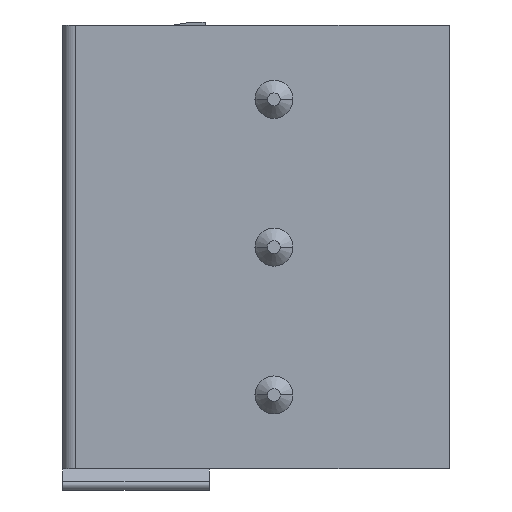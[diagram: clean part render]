
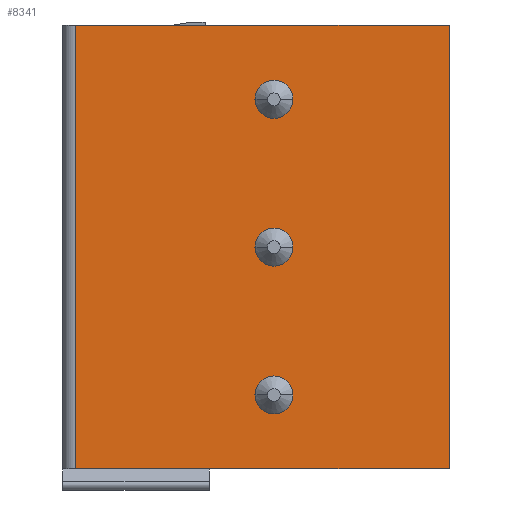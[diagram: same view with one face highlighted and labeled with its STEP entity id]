
A CAD part, left-side view. The second image highlights one B-rep face of the part: STEP entity #8341.
In plain terms, the highlighted planar face has unit normal (-1, 0, 0).
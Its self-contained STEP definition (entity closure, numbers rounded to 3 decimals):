
#50=DIRECTION('',(0.,1.,0.));
#51=VECTOR('',#50,8.85);
#52=CARTESIAN_POINT('',(-3.5,-4.575,-8.75));
#53=LINE('',#52,#51);
#942=DIRECTION('',(0.,1.,0.));
#943=VECTOR('',#942,8.85);
#944=CARTESIAN_POINT('',(-3.5,-4.575,1.75));
#945=LINE('',#944,#943);
#2067=DIRECTION('',(0.,0.,-1.));
#2068=VECTOR('',#2067,10.5);
#2069=CARTESIAN_POINT('',(-3.5,-4.575,1.75));
#2070=LINE('',#2069,#2068);
#2735=DIRECTION('',(0.,0.,-1.));
#2736=VECTOR('',#2735,10.5);
#2737=CARTESIAN_POINT('',(-3.5,4.275,1.75));
#2738=LINE('',#2737,#2736);
#2739=CARTESIAN_POINT('',(-3.5,-0.425,0.));
#2740=DIRECTION('',(1.,0.,0.));
#2741=DIRECTION('',(0.,-1.,0.));
#2742=AXIS2_PLACEMENT_3D('',#2739,#2740,#2741);
#2744=CARTESIAN_POINT('',(-3.5,-0.425,0.));
#2745=DIRECTION('',(1.,0.,0.));
#2746=DIRECTION('',(0.,1.,0.));
#2747=AXIS2_PLACEMENT_3D('',#2744,#2745,#2746);
#2749=CARTESIAN_POINT('',(-3.5,-0.425,-3.5));
#2750=DIRECTION('',(1.,0.,0.));
#2751=DIRECTION('',(0.,-1.,0.));
#2752=AXIS2_PLACEMENT_3D('',#2749,#2750,#2751);
#2754=CARTESIAN_POINT('',(-3.5,-0.425,-3.5));
#2755=DIRECTION('',(1.,0.,0.));
#2756=DIRECTION('',(0.,1.,0.));
#2757=AXIS2_PLACEMENT_3D('',#2754,#2755,#2756);
#2759=CARTESIAN_POINT('',(-3.5,-0.425,-7.));
#2760=DIRECTION('',(1.,0.,0.));
#2761=DIRECTION('',(0.,-1.,0.));
#2762=AXIS2_PLACEMENT_3D('',#2759,#2760,#2761);
#2764=CARTESIAN_POINT('',(-3.5,-0.425,-7.));
#2765=DIRECTION('',(1.,0.,0.));
#2766=DIRECTION('',(0.,1.,0.));
#2767=AXIS2_PLACEMENT_3D('',#2764,#2765,#2766);
#3653=CARTESIAN_POINT('',(-3.5,4.275,-8.75));
#3655=VERTEX_POINT('',#3653);
#3657=CARTESIAN_POINT('',(-3.5,-4.575,-8.75));
#3658=VERTEX_POINT('',#3657);
#3673=CARTESIAN_POINT('',(-3.5,4.275,1.75));
#3675=VERTEX_POINT('',#3673);
#3677=CARTESIAN_POINT('',(-3.5,-4.575,1.75));
#3678=VERTEX_POINT('',#3677);
#4125=CARTESIAN_POINT('',(-3.5,-0.875,0.));
#4126=CARTESIAN_POINT('',(-3.5,0.025,0.));
#4127=VERTEX_POINT('',#4125);
#4128=VERTEX_POINT('',#4126);
#4587=CARTESIAN_POINT('',(-3.5,-0.875,-3.5));
#4588=CARTESIAN_POINT('',(-3.5,0.025,-3.5));
#4589=VERTEX_POINT('',#4587);
#4590=VERTEX_POINT('',#4588);
#4713=CARTESIAN_POINT('',(-3.5,-0.875,-7.));
#4714=CARTESIAN_POINT('',(-3.5,0.025,-7.));
#4715=VERTEX_POINT('',#4713);
#4716=VERTEX_POINT('',#4714);
#8311=CARTESIAN_POINT('',(-3.5,4.275,-8.75));
#8312=DIRECTION('',(-1.,0.,0.));
#8313=DIRECTION('',(0.,-1.,0.));
#8314=AXIS2_PLACEMENT_3D('',#8311,#8312,#8313);
#8315=PLANE('',#8314);
#8316=ORIENTED_EDGE('',*,*,#4748,.T.);
#8318=ORIENTED_EDGE('',*,*,#8317,.F.);
#8319=ORIENTED_EDGE('',*,*,#5834,.F.);
#8320=ORIENTED_EDGE('',*,*,#7347,.T.);
#8321=EDGE_LOOP('',(#8316,#8318,#8319,#8320));
#8322=FACE_OUTER_BOUND('',#8321,.F.);
#8324=ORIENTED_EDGE('',*,*,#8323,.F.);
#8326=ORIENTED_EDGE('',*,*,#8325,.F.);
#8327=EDGE_LOOP('',(#8324,#8326));
#8328=FACE_BOUND('',#8327,.F.);
#8330=ORIENTED_EDGE('',*,*,#8329,.F.);
#8332=ORIENTED_EDGE('',*,*,#8331,.F.);
#8333=EDGE_LOOP('',(#8330,#8332));
#8334=FACE_BOUND('',#8333,.F.);
#8336=ORIENTED_EDGE('',*,*,#8335,.F.);
#8338=ORIENTED_EDGE('',*,*,#8337,.F.);
#8339=EDGE_LOOP('',(#8336,#8338));
#8340=FACE_BOUND('',#8339,.F.);
#2743=CIRCLE('',#2742,0.45);
#2748=CIRCLE('',#2747,0.45);
#2753=CIRCLE('',#2752,0.45);
#2758=CIRCLE('',#2757,0.45);
#2763=CIRCLE('',#2762,0.45);
#2768=CIRCLE('',#2767,0.45);
#4748=EDGE_CURVE('',#3658,#3655,#53,.T.);
#5834=EDGE_CURVE('',#3678,#3675,#945,.T.);
#7347=EDGE_CURVE('',#3678,#3658,#2070,.T.);
#8317=EDGE_CURVE('',#3675,#3655,#2738,.T.);
#8323=EDGE_CURVE('',#4127,#4128,#2743,.T.);
#8325=EDGE_CURVE('',#4128,#4127,#2748,.T.);
#8329=EDGE_CURVE('',#4589,#4590,#2753,.T.);
#8331=EDGE_CURVE('',#4590,#4589,#2758,.T.);
#8335=EDGE_CURVE('',#4715,#4716,#2763,.T.);
#8337=EDGE_CURVE('',#4716,#4715,#2768,.T.);
#8341=ADVANCED_FACE('',(#8322,#8328,#8334,#8340),#8315,.T.);
